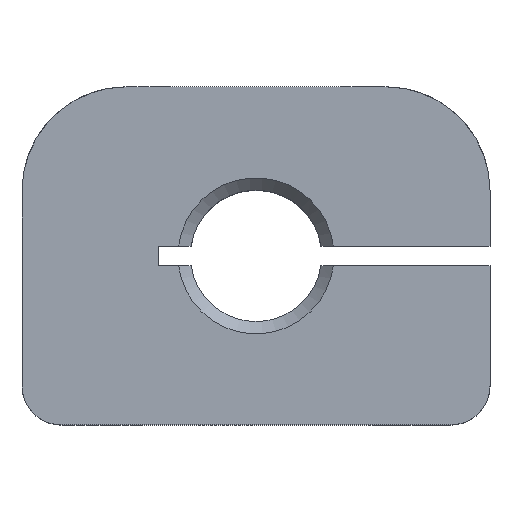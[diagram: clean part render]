
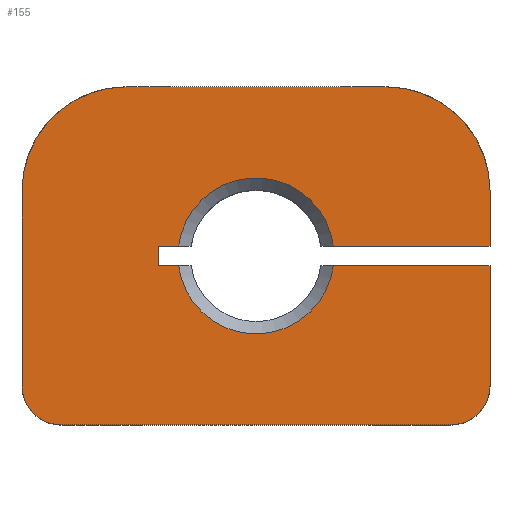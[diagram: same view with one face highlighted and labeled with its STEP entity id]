
A CAD part, top view. The second image highlights one B-rep face of the part: STEP entity #155.
In plain terms, the highlighted planar face has unit normal (0, 0, 1).
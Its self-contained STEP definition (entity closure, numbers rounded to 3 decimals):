
#155 = ADVANCED_FACE( '', ( #316 ), #317, .T. );
#316 = FACE_OUTER_BOUND( '', #469, .T. );
#317 = PLANE( '', #470 );
#469 = EDGE_LOOP( '', ( #860, #861, #862, #863, #864, #865, #866, #867, #868, #869, #870, #871, #872, #873, #874, #875 ) );
#470 = AXIS2_PLACEMENT_3D( '', #876, #877, #878 );
#860 = ORIENTED_EDGE( '', *, *, #1034, .T. );
#861 = ORIENTED_EDGE( '', *, *, #1016, .T. );
#862 = ORIENTED_EDGE( '', *, *, #921, .T. );
#863 = ORIENTED_EDGE( '', *, *, #1043, .T. );
#864 = ORIENTED_EDGE( '', *, *, #1038, .T. );
#865 = ORIENTED_EDGE( '', *, *, #1026, .T. );
#866 = ORIENTED_EDGE( '', *, *, #978, .T. );
#867 = ORIENTED_EDGE( '', *, *, #1052, .T. );
#868 = ORIENTED_EDGE( '', *, *, #988, .T. );
#869 = ORIENTED_EDGE( '', *, *, #1050, .T. );
#870 = ORIENTED_EDGE( '', *, *, #1045, .F. );
#871 = ORIENTED_EDGE( '', *, *, #991, .F. );
#872 = ORIENTED_EDGE( '', *, *, #899, .F. );
#873 = ORIENTED_EDGE( '', *, *, #971, .F. );
#874 = ORIENTED_EDGE( '', *, *, #1003, .T. );
#875 = ORIENTED_EDGE( '', *, *, #1006, .F. );
#876 = CARTESIAN_POINT( '', ( -15., 3., 12. ) );
#877 = DIRECTION( '', ( 0., 0., 1. ) );
#878 = DIRECTION( '', ( 1., 0., 0. ) );
#899 = EDGE_CURVE( '', #1067, #1069, #1070, .T. );
#921 = EDGE_CURVE( '', #1106, #1104, #1107, .T. );
#971 = EDGE_CURVE( '', #1190, #1067, #1192, .T. );
#978 = EDGE_CURVE( '', #1202, #1200, #1203, .T. );
#988 = EDGE_CURVE( '', #1216, #1214, #1217, .T. );
#991 = EDGE_CURVE( '', #1069, #1220, #1221, .T. );
#1003 = EDGE_CURVE( '', #1190, #1235, #1237, .T. );
#1006 = EDGE_CURVE( '', #1239, #1235, #1242, .T. );
#1016 = EDGE_CURVE( '', #1253, #1106, #1254, .T. );
#1026 = EDGE_CURVE( '', #1265, #1202, #1266, .T. );
#1034 = EDGE_CURVE( '', #1239, #1253, #1275, .T. );
#1038 = EDGE_CURVE( '', #1279, #1265, #1280, .T. );
#1043 = EDGE_CURVE( '', #1104, #1279, #1285, .T. );
#1045 = EDGE_CURVE( '', #1220, #1287, #1288, .T. );
#1050 = EDGE_CURVE( '', #1214, #1287, #1293, .T. );
#1052 = EDGE_CURVE( '', #1200, #1216, #1295, .T. );
#1067 = VERTEX_POINT( '', #1316 );
#1069 = VERTEX_POINT( '', #1318 );
#1070 = LINE( '', #1319, #1320 );
#1104 = VERTEX_POINT( '', #1378 );
#1106 = VERTEX_POINT( '', #1381 );
#1107 = CIRCLE( '', #1382, 8. );
#1190 = VERTEX_POINT( '', #1526 );
#1192 = LINE( '', #1528, #1529 );
#1200 = VERTEX_POINT( '', #1547 );
#1202 = VERTEX_POINT( '', #1550 );
#1203 = CIRCLE( '', #1551, 3. );
#1214 = VERTEX_POINT( '', #1567 );
#1216 = VERTEX_POINT( '', #1570 );
#1217 = CIRCLE( '', #1571, 3. );
#1220 = VERTEX_POINT( '', #1575 );
#1221 = CIRCLE( '', #1576, 6. );
#1235 = VERTEX_POINT( '', #1595 );
#1237 = LINE( '', #1600, #1601 );
#1239 = VERTEX_POINT( '', #1603 );
#1242 = CIRCLE( '', #1609, 6. );
#1253 = VERTEX_POINT( '', #1621 );
#1254 = LINE( '', #1622, #1623 );
#1265 = VERTEX_POINT( '', #1636 );
#1266 = LINE( '', #1637, #1638 );
#1275 = LINE( '', #1650, #1651 );
#1279 = VERTEX_POINT( '', #1661 );
#1280 = CIRCLE( '', #1662, 8. );
#1285 = LINE( '', #1669, #1670 );
#1287 = VERTEX_POINT( '', #1672 );
#1288 = LINE( '', #1673, #1674 );
#1293 = LINE( '', #1680, #1681 );
#1295 = LINE( '', #1683, #1684 );
#1316 = CARTESIAN_POINT( '', ( -7.5, 12.25, 12. ) );
#1318 = CARTESIAN_POINT( '', ( -5.953, 12.25, 12. ) );
#1319 = CARTESIAN_POINT( '', ( -7.5, 12.25, 12. ) );
#1320 = VECTOR( '', #1695, 1000. );
#1378 = CARTESIAN_POINT( '', ( 10., 26., 12. ) );
#1381 = CARTESIAN_POINT( '', ( 18., 18., 12. ) );
#1382 = AXIS2_PLACEMENT_3D( '', #1725, #1726, #1727 );
#1526 = CARTESIAN_POINT( '', ( -7.5, 13.75, 12. ) );
#1528 = CARTESIAN_POINT( '', ( -7.5, 13.75, 12. ) );
#1529 = VECTOR( '', #1786, 1000. );
#1547 = CARTESIAN_POINT( '', ( -15., 0., 12. ) );
#1550 = CARTESIAN_POINT( '', ( -18., 3., 12. ) );
#1551 = AXIS2_PLACEMENT_3D( '', #1792, #1793, #1794 );
#1567 = CARTESIAN_POINT( '', ( 18., 3., 12. ) );
#1570 = CARTESIAN_POINT( '', ( 15., 0., 12. ) );
#1571 = AXIS2_PLACEMENT_3D( '', #1804, #1805, #1806 );
#1575 = CARTESIAN_POINT( '', ( 5.953, 12.25, 12. ) );
#1576 = AXIS2_PLACEMENT_3D( '', #1808, #1809, #1810 );
#1595 = CARTESIAN_POINT( '', ( -5.953, 13.75, 12. ) );
#1600 = CARTESIAN_POINT( '', ( -7.5, 13.75, 12. ) );
#1601 = VECTOR( '', #1825, 1000. );
#1603 = CARTESIAN_POINT( '', ( 5.953, 13.75, 12. ) );
#1609 = AXIS2_PLACEMENT_3D( '', #1826, #1827, #1828 );
#1621 = CARTESIAN_POINT( '', ( 18., 13.75, 12. ) );
#1622 = CARTESIAN_POINT( '', ( 18., 3., 12. ) );
#1623 = VECTOR( '', #1842, 1000. );
#1636 = CARTESIAN_POINT( '', ( -18., 18., 12. ) );
#1637 = CARTESIAN_POINT( '', ( -18., 18., 12. ) );
#1638 = VECTOR( '', #1851, 1000. );
#1650 = CARTESIAN_POINT( '', ( -7.5, 13.75, 12. ) );
#1651 = VECTOR( '', #1858, 1000. );
#1661 = CARTESIAN_POINT( '', ( -10., 26., 12. ) );
#1662 = AXIS2_PLACEMENT_3D( '', #1860, #1861, #1862 );
#1669 = CARTESIAN_POINT( '', ( 10., 26., 12. ) );
#1670 = VECTOR( '', #1865, 1000. );
#1672 = CARTESIAN_POINT( '', ( 18., 12.25, 12. ) );
#1673 = CARTESIAN_POINT( '', ( -7.5, 12.25, 12. ) );
#1674 = VECTOR( '', #1866, 1000. );
#1680 = CARTESIAN_POINT( '', ( 18., 3., 12. ) );
#1681 = VECTOR( '', #1868, 1000. );
#1683 = CARTESIAN_POINT( '', ( -15., 0., 12. ) );
#1684 = VECTOR( '', #1869, 1000. );
#1695 = DIRECTION( '', ( 1., 0., 0. ) );
#1725 = CARTESIAN_POINT( '', ( 10., 18., 12. ) );
#1726 = DIRECTION( '', ( 0., 0., 1. ) );
#1727 = DIRECTION( '', ( 1., 0., 0. ) );
#1786 = DIRECTION( '', ( 0., -1., 0. ) );
#1792 = CARTESIAN_POINT( '', ( -15., 3., 12. ) );
#1793 = DIRECTION( '', ( 0., 0., 1. ) );
#1794 = DIRECTION( '', ( 1., 0., 0. ) );
#1804 = CARTESIAN_POINT( '', ( 15., 3., 12. ) );
#1805 = DIRECTION( '', ( 0., 0., 1. ) );
#1806 = DIRECTION( '', ( 1., 0., 0. ) );
#1808 = CARTESIAN_POINT( '', ( 0., 13., 12. ) );
#1809 = DIRECTION( '', ( 0., 0., 1. ) );
#1810 = DIRECTION( '', ( 1., 0., 0. ) );
#1825 = DIRECTION( '', ( 1., 0., 0. ) );
#1826 = CARTESIAN_POINT( '', ( 0., 13., 12. ) );
#1827 = DIRECTION( '', ( 0., 0., 1. ) );
#1828 = DIRECTION( '', ( 1., 0., 0. ) );
#1842 = DIRECTION( '', ( 0., 1., 0. ) );
#1851 = DIRECTION( '', ( 0., -1., 0. ) );
#1858 = DIRECTION( '', ( 1., 0., 0. ) );
#1860 = CARTESIAN_POINT( '', ( -10., 18., 12. ) );
#1861 = DIRECTION( '', ( 0., 0., 1. ) );
#1862 = DIRECTION( '', ( 1., 0., 0. ) );
#1865 = DIRECTION( '', ( -1., 0., 0. ) );
#1866 = DIRECTION( '', ( 1., 0., 0. ) );
#1868 = DIRECTION( '', ( 0., 1., 0. ) );
#1869 = DIRECTION( '', ( 1., 0., 0. ) );
